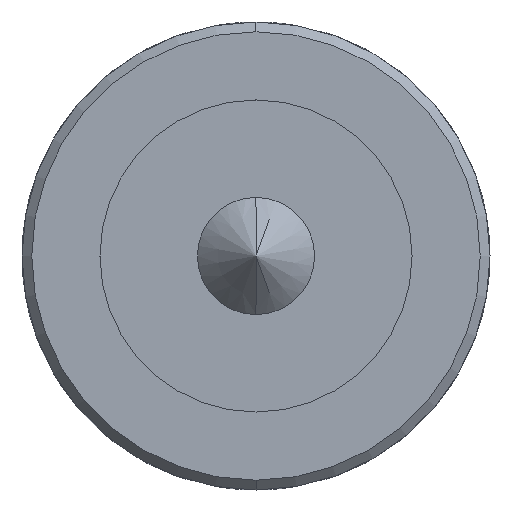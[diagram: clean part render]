
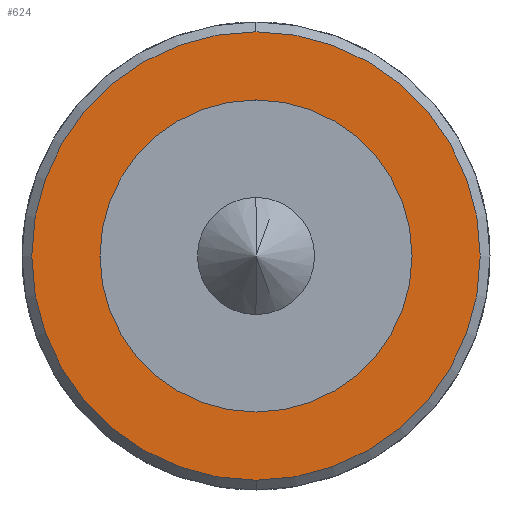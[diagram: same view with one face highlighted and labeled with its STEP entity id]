
A CAD part, left-side view. The second image highlights one B-rep face of the part: STEP entity #624.
In plain terms, the highlighted planar face has unit normal (-1, 0, 0).
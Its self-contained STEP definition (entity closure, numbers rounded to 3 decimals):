
#23 = DIRECTION ( 'NONE',  ( 0., 0., -1. ) ) ;
#24 = DIRECTION ( 'NONE',  ( -1., 0., 0. ) ) ;
#25 = CARTESIAN_POINT ( 'NONE',  ( -6., 0., 0. ) ) ;
#66 = DIRECTION ( 'NONE',  ( 0., 0., -1. ) ) ;
#67 = DIRECTION ( 'NONE',  ( 1., 0., 0. ) ) ;
#71 = CARTESIAN_POINT ( 'NONE',  ( -6., 0., 0. ) ) ;
#147 = DIRECTION ( 'NONE',  ( 0., 0., -1. ) ) ;
#148 = DIRECTION ( 'NONE',  ( -1., 0., 0. ) ) ;
#149 = CARTESIAN_POINT ( 'NONE',  ( -6., 0., 0. ) ) ;
#163 = CARTESIAN_POINT ( 'NONE',  ( -6., 0., -5.75 ) ) ;
#172 = CARTESIAN_POINT ( 'NONE',  ( -6., 0., 5.75 ) ) ;
#190 = DIRECTION ( 'NONE',  ( 0., 0., -1. ) ) ;
#191 = DIRECTION ( 'NONE',  ( 1., 0., 0. ) ) ;
#192 = CARTESIAN_POINT ( 'NONE',  ( -6., 0., 0. ) ) ;
#296 = DIRECTION ( 'NONE',  ( 0., 0., -1. ) ) ;
#297 = EDGE_LOOP ( 'NONE', ( #976, #974 ) ) ;
#298 = DIRECTION ( 'NONE',  ( 1., 0., 0. ) ) ;
#299 = CARTESIAN_POINT ( 'NONE',  ( -6., -6., 0. ) ) ;
#303 = PLANE ( 'NONE',  #930 ) ;
#400 = CARTESIAN_POINT ( 'NONE',  ( -6., 0., 4. ) ) ;
#490 = CARTESIAN_POINT ( 'NONE',  ( -6., 0., -4. ) ) ;
#531 = EDGE_LOOP ( 'NONE', ( #990, #975 ) ) ;
#602 = CIRCLE ( 'NONE', #832, 4. ) ;
#604 = CIRCLE ( 'NONE', #854, 5.75 ) ;
#624 = ADVANCED_FACE ( 'NONE', ( #924, #928 ), #303, .F. ) ;
#643 = EDGE_CURVE ( 'NONE', #954, #995, #602, .T. ) ;
#653 = EDGE_CURVE ( 'NONE', #985, #1010, #604, .T. ) ;
#674 = EDGE_CURVE ( 'NONE', #995, #954, #701, .T. ) ;
#688 = EDGE_CURVE ( 'NONE', #1010, #985, #763, .T. ) ;
#701 = CIRCLE ( 'NONE', #779, 4. ) ;
#763 = CIRCLE ( 'NONE', #821, 5.75 ) ;
#779 = AXIS2_PLACEMENT_3D ( 'NONE', #71, #67, #66 ) ;
#821 = AXIS2_PLACEMENT_3D ( 'NONE', #25, #24, #23 ) ;
#832 = AXIS2_PLACEMENT_3D ( 'NONE', #192, #191, #190 ) ;
#854 = AXIS2_PLACEMENT_3D ( 'NONE', #149, #148, #147 ) ;
#924 = FACE_OUTER_BOUND ( 'NONE', #531, .T. ) ;
#928 = FACE_BOUND ( 'NONE', #297, .T. ) ;
#930 = AXIS2_PLACEMENT_3D ( 'NONE', #299, #298, #296 ) ;
#954 = VERTEX_POINT ( 'NONE', #490 ) ;
#974 = ORIENTED_EDGE ( 'NONE', *, *, #674, .T. ) ;
#975 = ORIENTED_EDGE ( 'NONE', *, *, #653, .T. ) ;
#976 = ORIENTED_EDGE ( 'NONE', *, *, #643, .T. ) ;
#985 = VERTEX_POINT ( 'NONE', #172 ) ;
#990 = ORIENTED_EDGE ( 'NONE', *, *, #688, .T. ) ;
#995 = VERTEX_POINT ( 'NONE', #400 ) ;
#1010 = VERTEX_POINT ( 'NONE', #163 ) ;
